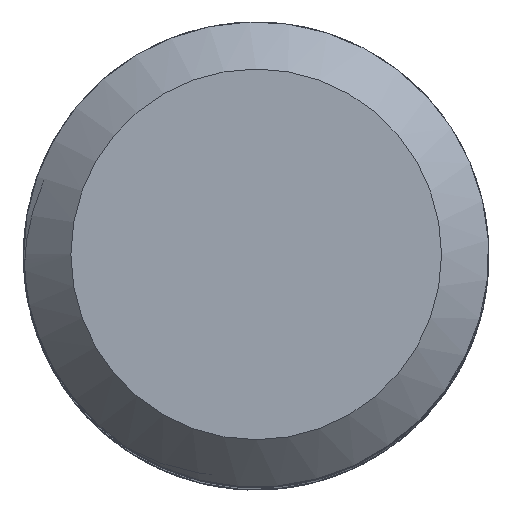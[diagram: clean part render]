
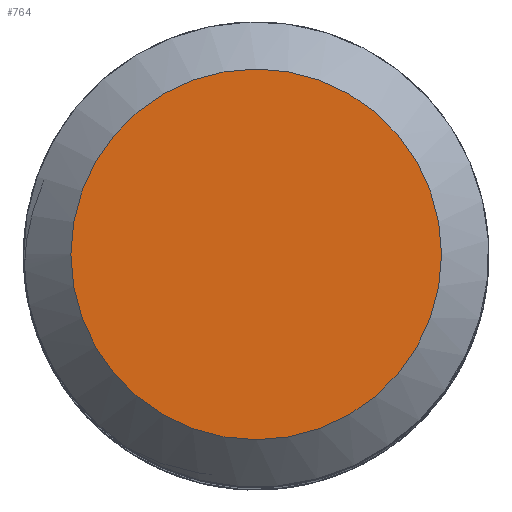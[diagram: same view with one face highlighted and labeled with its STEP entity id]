
A CAD part, top view. The second image highlights one B-rep face of the part: STEP entity #764.
In plain terms, the highlighted planar face has unit normal (0, 0, 1).
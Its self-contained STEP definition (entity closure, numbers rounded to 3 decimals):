
#23=PLANE('',#833);
#62=FACE_OUTER_BOUND('',#105,.T.);
#105=EDGE_LOOP('',(#640));
#125=CIRCLE('',#830,3.925);
#336=VERTEX_POINT('',#3743);
#446=EDGE_CURVE('',#336,#336,#125,.T.);
#640=ORIENTED_EDGE('',*,*,#446,.F.);
#764=ADVANCED_FACE('',(#62),#23,.T.);
#830=AXIS2_PLACEMENT_3D('',#3744,#962,#963);
#833=AXIS2_PLACEMENT_3D('',#3748,#969,#970);
#962=DIRECTION('center_axis',(0.,0.,-1.));
#963=DIRECTION('ref_axis',(1.,0.,0.));
#969=DIRECTION('center_axis',(0.,0.,1.));
#970=DIRECTION('ref_axis',(1.,0.,0.));
#3743=CARTESIAN_POINT('',(-3.925,0.,40.));
#3744=CARTESIAN_POINT('Origin',(0.,0.,40.));
#3748=CARTESIAN_POINT('Origin',(0.,0.,40.));
